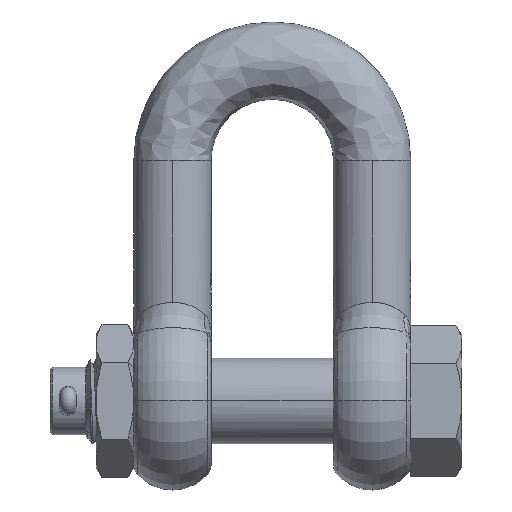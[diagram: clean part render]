
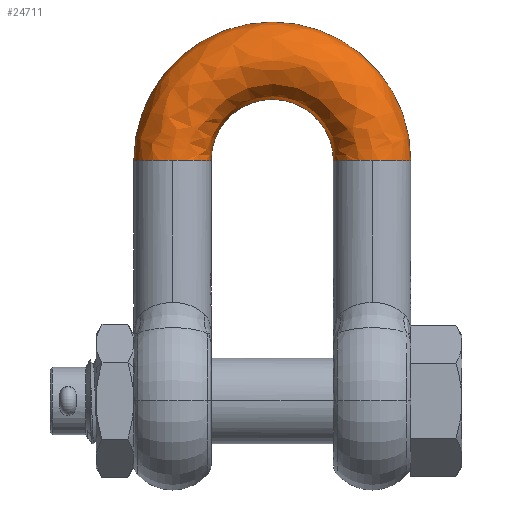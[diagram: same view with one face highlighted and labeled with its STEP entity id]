
A CAD part, top view. The second image highlights one B-rep face of the part: STEP entity #24711.
In plain terms, the highlighted free-form (B-spline) face has degree [3, 3] with [4, 4] control points.
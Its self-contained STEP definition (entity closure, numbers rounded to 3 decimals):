
#7749 = DIRECTION ( 'NONE',  ( -1., 0., 0. ) ) ;
#7750 = DIRECTION ( 'NONE',  ( 0., 0., -1. ) ) ;
#7751 = CARTESIAN_POINT ( 'NONE',  ( 0., 118., 0. ) ) ;
#7752 = AXIS2_PLACEMENT_3D ( 'NONE', #7751, #7750, #7749 ) ;
#7753 = CIRCLE ( 'NONE', #7752, 68. ) ;
#10727 = CARTESIAN_POINT ( 'NONE',  ( -68., 118., 0. ) ) ;
#10908 = DIRECTION ( 'NONE',  ( 0., 0., -1. ) ) ;
#10909 = DIRECTION ( 'NONE',  ( 0., -1., 0. ) ) ;
#10910 = AXIS2_PLACEMENT_3D ( 'NONE', #10959, #10909, #10908 ) ;
#10911 = CIRCLE ( 'NONE', #10910, 19. ) ;
#10959 = CARTESIAN_POINT ( 'NONE',  ( -49., 118., 0. ) ) ;
#11106 = CARTESIAN_POINT ( 'NONE',  ( 30., 118., 0. ) ) ;
#11322 = DIRECTION ( 'NONE',  ( -1., 0., 0. ) ) ;
#11323 = DIRECTION ( 'NONE',  ( 0., 0., 1. ) ) ;
#11324 = CARTESIAN_POINT ( 'NONE',  ( 0., 118., 0. ) ) ;
#11325 = AXIS2_PLACEMENT_3D ( 'NONE', #11324, #11323, #11322 ) ;
#11326 = CIRCLE ( 'NONE', #11325, 30. ) ;
#16765 = CIRCLE ( 'NONE', #16779, 19. ) ;
#16769 = CARTESIAN_POINT ( 'NONE',  ( 68., 118., 0. ) ) ;
#16770 = CARTESIAN_POINT ( 'NONE',  ( 49., 118., 19. ) ) ;
#16777 = DIRECTION ( 'NONE',  ( 1., 0., 0. ) ) ;
#16778 = DIRECTION ( 'NONE',  ( 0., 1., 0. ) ) ;
#16779 = AXIS2_PLACEMENT_3D ( 'NONE', #16789, #16778, #16777 ) ;
#16789 = CARTESIAN_POINT ( 'NONE',  ( 49., 118., 0. ) ) ;
#20220 = EDGE_CURVE ( 'NONE', #20221, #20222, #16765, .T. ) ;
#20221 = VERTEX_POINT ( 'NONE', #16770 ) ;
#20222 = VERTEX_POINT ( 'NONE', #16769 ) ;
#24014 = VERTEX_POINT ( 'NONE', #10727 ) ;
#24046 = EDGE_CURVE ( 'NONE', #28988, #24014, #10911, .T. ) ;
#24199 = VERTEX_POINT ( 'NONE', #11106 ) ;
#24260 = EDGE_LOOP ( 'NONE', ( #24718, #24724, #24730, #24891, #24728, #24874 ) ) ;
#24316 = EDGE_CURVE ( 'NONE', #24199, #28985, #11326, .T. ) ;
#24335 = EDGE_CURVE ( 'NONE', #24014, #20222, #7753, .T. ) ;
#24711 = ADVANCED_FACE ( 'NONE', ( #30132 ), #30123, .F. ) ;
#24718 = ORIENTED_EDGE ( 'NONE', *, *, #28987, .F. ) ;
#24724 = ORIENTED_EDGE ( 'NONE', *, *, #24316, .F. ) ;
#24727 = EDGE_CURVE ( 'NONE', #24199, #20221, #29967, .T. ) ;
#24728 = ORIENTED_EDGE ( 'NONE', *, *, #24335, .F. ) ;
#24730 = ORIENTED_EDGE ( 'NONE', *, *, #24727, .T. ) ;
#24874 = ORIENTED_EDGE ( 'NONE', *, *, #24046, .F. ) ;
#24891 = ORIENTED_EDGE ( 'NONE', *, *, #20220, .T. ) ;
#28985 = VERTEX_POINT ( 'NONE', #30892 ) ;
#28987 = EDGE_CURVE ( 'NONE', #28985, #28988, #30845, .T. ) ;
#28988 = VERTEX_POINT ( 'NONE', #30851 ) ;
#29942 = CARTESIAN_POINT ( 'NONE',  ( 68., 118., 0. ) ) ;
#29943 = CARTESIAN_POINT ( 'NONE',  ( 68., 254., 0. ) ) ;
#29944 = CARTESIAN_POINT ( 'NONE',  ( -68., 254., 0. ) ) ;
#29945 = CARTESIAN_POINT ( 'NONE',  ( -68., 118., 0. ) ) ;
#29946 = CARTESIAN_POINT ( 'NONE',  ( 68., 118., 38. ) ) ;
#29947 = CARTESIAN_POINT ( 'NONE',  ( 68., 254., 38. ) ) ;
#29948 = CARTESIAN_POINT ( 'NONE',  ( -68., 254., 38. ) ) ;
#29949 = CARTESIAN_POINT ( 'NONE',  ( -68., 118., 38. ) ) ;
#29950 = CARTESIAN_POINT ( 'NONE',  ( 30., 118., 38. ) ) ;
#29951 = CARTESIAN_POINT ( 'NONE',  ( 30., 178., 38. ) ) ;
#29952 = CARTESIAN_POINT ( 'NONE',  ( -30., 178., 38. ) ) ;
#29953 = CARTESIAN_POINT ( 'NONE',  ( -30., 118., 38. ) ) ;
#29954 = CARTESIAN_POINT ( 'NONE',  ( 30., 118., 0. ) ) ;
#29955 = CARTESIAN_POINT ( 'NONE',  ( 30., 178., 0. ) ) ;
#29956 = CARTESIAN_POINT ( 'NONE',  ( -30., 178., 0. ) ) ;
#29957 = CARTESIAN_POINT ( 'NONE',  ( -30., 118., 0. ) ) ;
#29963 = DIRECTION ( 'NONE',  ( 1., 0., 0. ) ) ;
#29964 = DIRECTION ( 'NONE',  ( 0., 1., 0. ) ) ;
#29965 = CARTESIAN_POINT ( 'NONE',  ( 49., 118., 0. ) ) ;
#29966 = AXIS2_PLACEMENT_3D ( 'NONE', #29965, #29964, #29963 ) ;
#29967 = CIRCLE ( 'NONE', #29966, 19. ) ;
#30123 =( BOUNDED_SURFACE ( )  B_SPLINE_SURFACE ( 3, 3, ( 
 ( #29957, #29956, #29955, #29954 ),
 ( #29953, #29952, #29951, #29950 ),
 ( #29949, #29948, #29947, #29946 ),
 ( #29945, #29944, #29943, #29942 ) ),
 .UNSPECIFIED., .F., .F., .T. ) 
 B_SPLINE_SURFACE_WITH_KNOTS ( ( 4, 4 ),
 ( 4, 4 ),
 ( 0., 1. ),
 ( 0., 1. ),
 .UNSPECIFIED. ) 
 GEOMETRIC_REPRESENTATION_ITEM ( )  RATIONAL_B_SPLINE_SURFACE ( (
 ( 1., 0.333, 0.333, 1.),
 ( 0.333, 0.111, 0.111, 0.333),
 ( 0.333, 0.111, 0.111, 0.333),
 ( 1., 0.333, 0.333, 1.) ) ) 
 REPRESENTATION_ITEM ( '' )  SURFACE ( )  );
#30132 = FACE_OUTER_BOUND ( 'NONE', #24260, .T. ) ;
#30842 = DIRECTION ( 'NONE',  ( 0., 0., -1. ) ) ;
#30843 = DIRECTION ( 'NONE',  ( 0., -1., 0. ) ) ;
#30844 = AXIS2_PLACEMENT_3D ( 'NONE', #30891, #30843, #30842 ) ;
#30845 = CIRCLE ( 'NONE', #30844, 19. ) ;
#30851 = CARTESIAN_POINT ( 'NONE',  ( -49., 118., 19. ) ) ;
#30891 = CARTESIAN_POINT ( 'NONE',  ( -49., 118., 0. ) ) ;
#30892 = CARTESIAN_POINT ( 'NONE',  ( -30., 118., 0. ) ) ;
